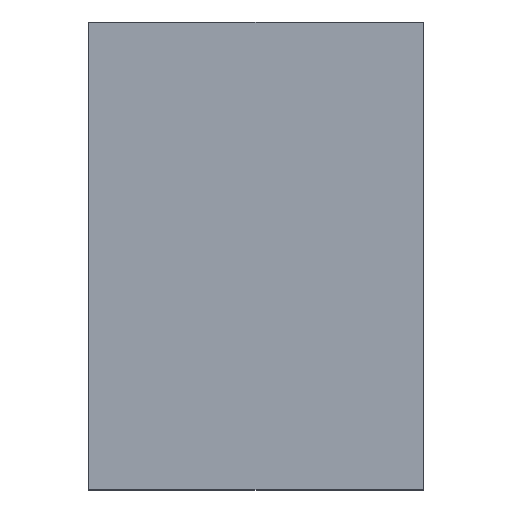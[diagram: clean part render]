
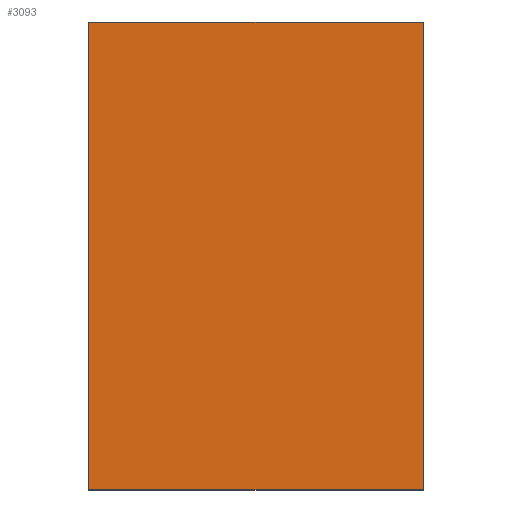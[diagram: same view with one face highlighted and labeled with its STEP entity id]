
A CAD part, top view. The second image highlights one B-rep face of the part: STEP entity #3093.
In plain terms, the highlighted face is planar.
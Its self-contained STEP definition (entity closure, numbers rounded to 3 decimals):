
#2966=DIRECTION('',(0.,0.,1.));
#2967=VECTOR('',#2966,7.);
#2968=CARTESIAN_POINT('',(-2.5,0.8,-3.5));
#2969=LINE('',#2968,#2967);
#2973=DIRECTION('',(-1.,0.,0.));
#2974=VECTOR('',#2973,5.);
#2975=CARTESIAN_POINT('',(2.5,0.8,-3.5));
#2976=LINE('',#2975,#2974);
#2980=DIRECTION('',(0.,0.,-1.));
#2981=VECTOR('',#2980,7.);
#2982=CARTESIAN_POINT('',(2.5,0.8,3.5));
#2983=LINE('',#2982,#2981);
#2987=DIRECTION('',(1.,0.,0.));
#2988=VECTOR('',#2987,5.);
#2989=CARTESIAN_POINT('',(-2.5,0.8,3.5));
#2990=LINE('',#2989,#2988);
#3002=CARTESIAN_POINT('',(-2.5,0.8,-3.5));
#3003=CARTESIAN_POINT('',(-2.5,0.8,3.5));
#3004=VERTEX_POINT('',#3002);
#3005=VERTEX_POINT('',#3003);
#3006=CARTESIAN_POINT('',(2.5,0.8,3.5));
#3007=VERTEX_POINT('',#3006);
#3008=CARTESIAN_POINT('',(2.5,0.8,-3.5));
#3009=VERTEX_POINT('',#3008);
#3082=CARTESIAN_POINT('',(0.,0.8,0.));
#3083=DIRECTION('',(0.,1.,0.));
#3084=DIRECTION('',(1.,0.,0.));
#3085=AXIS2_PLACEMENT_3D('',#3082,#3083,#3084);
#3086=PLANE('',#3085);
#3087=ORIENTED_EDGE('',*,*,#3034,.F.);
#3088=ORIENTED_EDGE('',*,*,#3049,.F.);
#3089=ORIENTED_EDGE('',*,*,#3063,.F.);
#3090=ORIENTED_EDGE('',*,*,#3076,.F.);
#3091=EDGE_LOOP('',(#3087,#3088,#3089,#3090));
#3092=FACE_OUTER_BOUND('',#3091,.F.);
#3034=EDGE_CURVE('',#3004,#3005,#2969,.T.);
#3049=EDGE_CURVE('',#3009,#3004,#2976,.T.);
#3063=EDGE_CURVE('',#3007,#3009,#2983,.T.);
#3076=EDGE_CURVE('',#3005,#3007,#2990,.T.);
#3093=ADVANCED_FACE('',(#3092),#3086,.T.);
